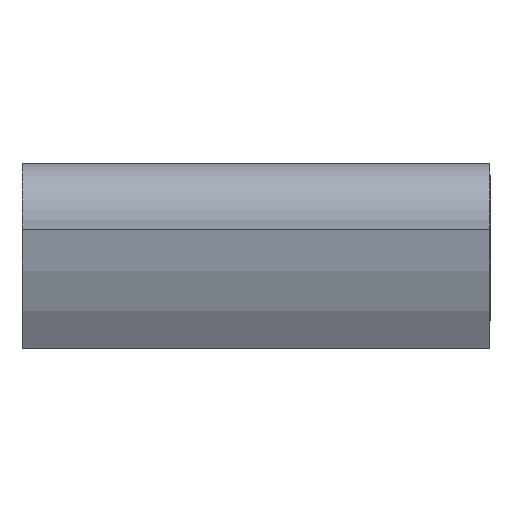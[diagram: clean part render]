
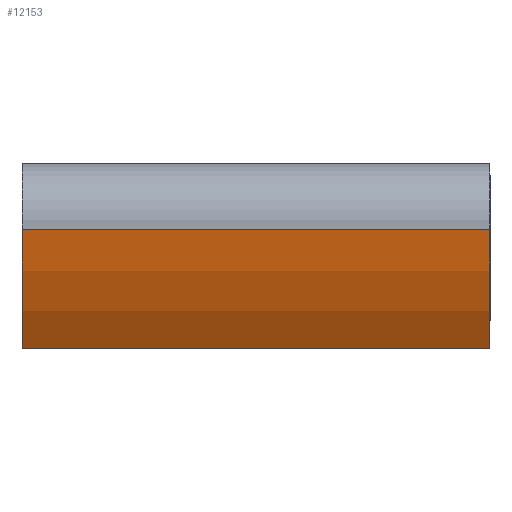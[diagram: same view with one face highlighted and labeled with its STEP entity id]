
A CAD part, left-side view. The second image highlights one B-rep face of the part: STEP entity #12153.
In plain terms, the highlighted cylindrical face has radius 109.8 mm (diameter 219.6 mm), a partial arc.
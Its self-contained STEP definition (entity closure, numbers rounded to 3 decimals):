
#792 = AXIS2_PLACEMENT_3D ( 'NONE', #4230, #7193, #4116 ) ;
#1558 = FACE_OUTER_BOUND ( 'NONE', #8083, .T. ) ;
#1577 = CIRCLE ( 'NONE', #792, 109.8 ) ;
#1625 = DIRECTION ( 'NONE',  ( 0., -1., 0. ) ) ;
#1722 = CARTESIAN_POINT ( 'NONE',  ( -109.072, 180., -12.621 ) ) ;
#2449 = AXIS2_PLACEMENT_3D ( 'NONE', #8417, #1625, #4460 ) ;
#2971 = VERTEX_POINT ( 'NONE', #3036 ) ;
#3036 = CARTESIAN_POINT ( 'NONE',  ( -92.959, 180., -58.435 ) ) ;
#3591 = EDGE_CURVE ( 'NONE', #7646, #11625, #6509, .T. ) ;
#4116 = DIRECTION ( 'NONE',  ( 1., 0., 0. ) ) ;
#4178 = DIRECTION ( 'NONE',  ( 0., -1., 0. ) ) ;
#4230 = CARTESIAN_POINT ( 'NONE',  ( 0., 180., 0. ) ) ;
#4460 = DIRECTION ( 'NONE',  ( 0., 0., -1. ) ) ;
#4527 = CIRCLE ( 'NONE', #7357, 109.8 ) ;
#4611 = EDGE_CURVE ( 'NONE', #11625, #8491, #4527, .T. ) ;
#5121 = CARTESIAN_POINT ( 'NONE',  ( -92.959, 180., -58.435 ) ) ;
#5296 = DIRECTION ( 'NONE',  ( 1., 0., 0. ) ) ;
#5373 = EDGE_CURVE ( 'NONE', #2971, #8491, #9891, .T. ) ;
#6509 = LINE ( 'NONE', #1722, #7321 ) ;
#6640 = EDGE_CURVE ( 'NONE', #7646, #2971, #1577, .T. ) ;
#6652 = ORIENTED_EDGE ( 'NONE', *, *, #4611, .F. ) ;
#7066 = DIRECTION ( 'NONE',  ( 0., -1., 0. ) ) ;
#7162 = VECTOR ( 'NONE', #4178, 1000. ) ;
#7193 = DIRECTION ( 'NONE',  ( 0., -1., 0. ) ) ;
#7239 = CARTESIAN_POINT ( 'NONE',  ( -92.959, 0., -58.435 ) ) ;
#7248 = ORIENTED_EDGE ( 'NONE', *, *, #5373, .T. ) ;
#7297 = CARTESIAN_POINT ( 'NONE',  ( -109.072, 0., -12.621 ) ) ;
#7321 = VECTOR ( 'NONE', #11020, 1000. ) ;
#7357 = AXIS2_PLACEMENT_3D ( 'NONE', #9011, #7066, #5296 ) ;
#7646 = VERTEX_POINT ( 'NONE', #11610 ) ;
#8083 = EDGE_LOOP ( 'NONE', ( #6652, #8779, #10603, #7248 ) ) ;
#8417 = CARTESIAN_POINT ( 'NONE',  ( 0., 180., 0. ) ) ;
#8491 = VERTEX_POINT ( 'NONE', #7239 ) ;
#8779 = ORIENTED_EDGE ( 'NONE', *, *, #3591, .F. ) ;
#9011 = CARTESIAN_POINT ( 'NONE',  ( 0., 0., 0. ) ) ;
#9891 = LINE ( 'NONE', #5121, #7162 ) ;
#10354 = CYLINDRICAL_SURFACE ( 'NONE', #2449, 109.8 ) ;
#10603 = ORIENTED_EDGE ( 'NONE', *, *, #6640, .T. ) ;
#11020 = DIRECTION ( 'NONE',  ( 0., -1., 0. ) ) ;
#11610 = CARTESIAN_POINT ( 'NONE',  ( -109.072, 180., -12.621 ) ) ;
#11625 = VERTEX_POINT ( 'NONE', #7297 ) ;
#12153 = ADVANCED_FACE ( 'NONE', ( #1558 ), #10354, .T. ) ;
